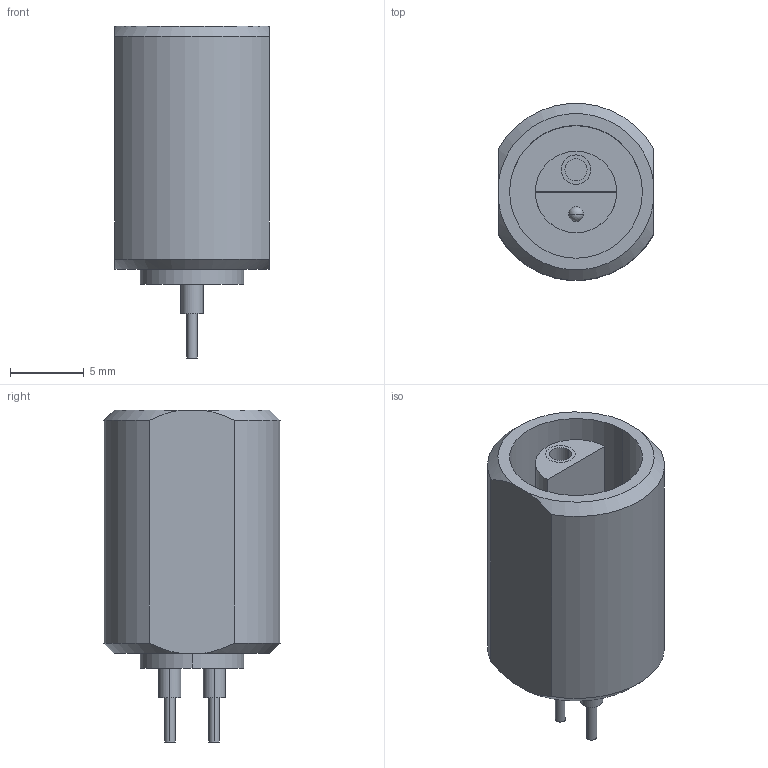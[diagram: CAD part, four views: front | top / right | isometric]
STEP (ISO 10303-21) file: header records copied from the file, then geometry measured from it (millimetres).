
FILE_DESCRIPTION((''),'2;1');
FILE_NAME('ECP.1S.302.CLN_Part1.stp','2013-03-20T12:56:32',(''),(''),'Mechanical Desktop 2011','Mechanical Desktop 2011',', , ');
FILE_SCHEMA(('AUTOMOTIVE_DESIGN { 1 2 10303 214 1 1 1 1 }'));
Length unit declared in the file: millimetre
Products named in the file (1): Product
Bounding box: 10.5 x 11.96 x 22.5 mm (x, y, z)
Volume: 1151.1 mm3; surface area: 1758.4 mm2
Topology: 11 solids, 11 shells, 58 faces, 106 edges, 69 vertices
Faces by surface type: cylinder 27, plane 25, cone 4, sphere 2
Entity records: 1489 total; most frequent: DIRECTION 274, CARTESIAN_POINT 248, ORIENTED_EDGE 208, AXIS2_PLACEMENT_3D 119, EDGE_CURVE 104, VERTEX_POINT 69, EDGE_LOOP 63, CIRCLE 60
